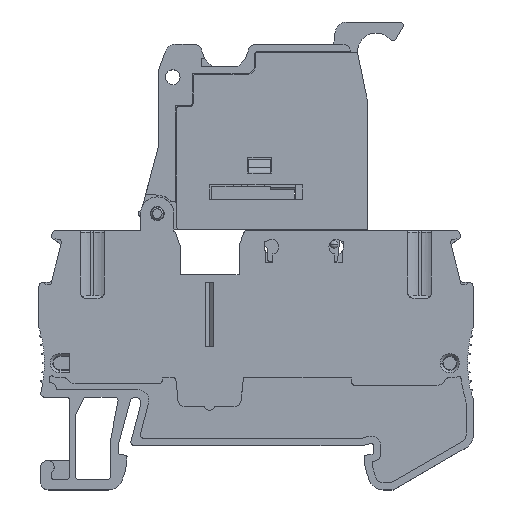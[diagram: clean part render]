
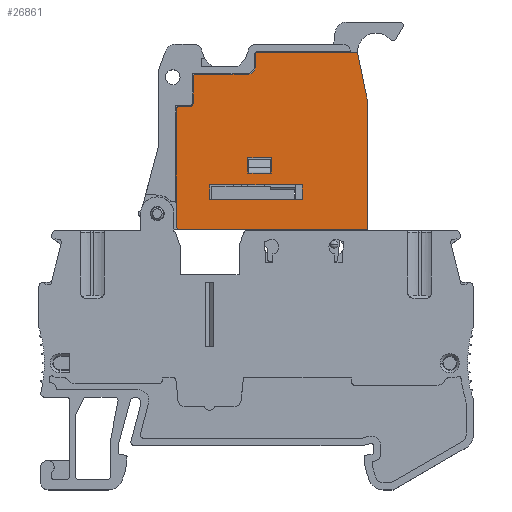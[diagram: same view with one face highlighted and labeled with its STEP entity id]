
A CAD part, top view. The second image highlights one B-rep face of the part: STEP entity #26861.
In plain terms, the highlighted planar face has unit normal (0, 0, 1).
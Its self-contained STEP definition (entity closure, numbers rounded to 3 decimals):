
#8066=DIRECTION('',(-1.,0.,0.));
#8067=VECTOR('',#8066,25.4);
#8068=CARTESIAN_POINT('',(21.4,29.3,3.1));
#8069=LINE('',#8068,#8067);
#8070=CARTESIAN_POINT('',(-4.,29.8,3.1));
#8071=DIRECTION('',(0.,0.,-1.));
#8072=DIRECTION('',(0.,-1.,0.));
#8073=AXIS2_PLACEMENT_3D('',#8070,#8071,#8072);
#8075=CARTESIAN_POINT('',(-4.2,45.7,3.1));
#8076=DIRECTION('',(0.,0.,-1.));
#8077=DIRECTION('',(-1.,0.,0.));
#8078=AXIS2_PLACEMENT_3D('',#8075,#8076,#8077);
#8080=CARTESIAN_POINT('',(-2.8,46.6,3.1));
#8081=DIRECTION('',(0.,0.,1.));
#8082=DIRECTION('',(0.,-1.,0.));
#8083=AXIS2_PLACEMENT_3D('',#8080,#8081,#8082);
#8085=CARTESIAN_POINT('',(-1.9,50.1,3.1));
#8086=DIRECTION('',(0.,0.,-1.));
#8087=DIRECTION('',(-1.,0.,0.));
#8088=AXIS2_PLACEMENT_3D('',#8085,#8086,#8087);
#8090=CARTESIAN_POINT('',(5.1,51.5,3.1));
#8091=DIRECTION('',(0.,0.,1.));
#8092=DIRECTION('',(0.,-1.,0.));
#8093=AXIS2_PLACEMENT_3D('',#8090,#8091,#8092);
#8095=CARTESIAN_POINT('',(6.6,53.,3.1));
#8096=DIRECTION('',(0.,0.,-1.));
#8097=DIRECTION('',(-1.,0.,0.));
#8098=AXIS2_PLACEMENT_3D('',#8095,#8096,#8097);
#8100=CARTESIAN_POINT('',(19.661,52.9,3.1));
#8101=DIRECTION('',(0.,0.,-1.));
#8102=DIRECTION('',(0.,1.,0.));
#8103=AXIS2_PLACEMENT_3D('',#8100,#8101,#8102);
#8105=DIRECTION('',(0.201,-0.98,0.));
#8106=VECTOR('',#8105,6.227);
#8107=CARTESIAN_POINT('',(20.15,53.,3.1));
#8108=LINE('',#8107,#8106);
#8109=DIRECTION('',(0.,-1.,0.));
#8110=VECTOR('',#8109,2.);
#8111=CARTESIAN_POINT('',(0.,35.4,3.1));
#8112=LINE('',#8111,#8110);
#8113=DIRECTION('',(1.,0.,0.));
#8114=VECTOR('',#8113,12.6);
#8115=CARTESIAN_POINT('',(0.,33.4,3.1));
#8116=LINE('',#8115,#8114);
#8117=DIRECTION('',(0.,1.,0.));
#8118=VECTOR('',#8117,2.);
#8119=CARTESIAN_POINT('',(12.6,33.4,3.1));
#8120=LINE('',#8119,#8118);
#8121=DIRECTION('',(-1.,0.,0.));
#8122=VECTOR('',#8121,12.6);
#8123=CARTESIAN_POINT('',(12.6,35.4,3.1));
#8124=LINE('',#8123,#8122);
#8125=DIRECTION('',(1.,0.,0.));
#8126=VECTOR('',#8125,3.2);
#8127=CARTESIAN_POINT('',(5.2,37.,3.1));
#8128=LINE('',#8127,#8126);
#8129=DIRECTION('',(0.,1.,0.));
#8130=VECTOR('',#8129,2.1);
#8131=CARTESIAN_POINT('',(8.4,37.,3.1));
#8132=LINE('',#8131,#8130);
#8133=DIRECTION('',(-1.,0.,0.));
#8134=VECTOR('',#8133,3.2);
#8135=CARTESIAN_POINT('',(8.4,39.1,3.1));
#8136=LINE('',#8135,#8134);
#8137=DIRECTION('',(0.,-1.,0.));
#8138=VECTOR('',#8137,2.1);
#8139=CARTESIAN_POINT('',(5.2,39.1,3.1));
#8140=LINE('',#8139,#8138);
#8162=DIRECTION('',(0.,1.,0.));
#8163=VECTOR('',#8162,17.6);
#8164=CARTESIAN_POINT('',(21.4,29.3,3.1));
#8165=LINE('',#8164,#8163);
#8691=DIRECTION('',(0.,-1.,0.));
#8692=VECTOR('',#8691,15.9);
#8693=CARTESIAN_POINT('',(-4.5,45.7,3.1));
#8694=LINE('',#8693,#8692);
#8719=DIRECTION('',(-1.,0.,0.));
#8720=VECTOR('',#8719,1.4);
#8721=CARTESIAN_POINT('',(-2.8,46.,3.1));
#8722=LINE('',#8721,#8720);
#8731=DIRECTION('',(0.,-1.,0.));
#8732=VECTOR('',#8731,3.5);
#8733=CARTESIAN_POINT('',(-2.2,50.1,3.1));
#8734=LINE('',#8733,#8732);
#8743=DIRECTION('',(-1.,0.,0.));
#8744=VECTOR('',#8743,7.);
#8745=CARTESIAN_POINT('',(5.1,50.4,3.1));
#8746=LINE('',#8745,#8744);
#8755=DIRECTION('',(0.,-1.,0.));
#8756=VECTOR('',#8755,1.5);
#8757=CARTESIAN_POINT('',(6.2,53.,3.1));
#8758=LINE('',#8757,#8756);
#8811=DIRECTION('',(-1.,0.,0.));
#8812=VECTOR('',#8811,13.061);
#8813=CARTESIAN_POINT('',(19.661,53.4,3.1));
#8814=LINE('',#8813,#8812);
#16886=CARTESIAN_POINT('',(8.4,37.,3.1));
#16887=VERTEX_POINT('',#16886);
#16888=CARTESIAN_POINT('',(5.2,37.,3.1));
#16889=VERTEX_POINT('',#16888);
#17060=CARTESIAN_POINT('',(12.6,33.4,3.1));
#17061=VERTEX_POINT('',#17060);
#17062=CARTESIAN_POINT('',(0.,33.4,3.1));
#17063=VERTEX_POINT('',#17062);
#17080=CARTESIAN_POINT('',(0.,35.4,3.1));
#17081=VERTEX_POINT('',#17080);
#17082=CARTESIAN_POINT('',(21.4,29.3,3.1));
#17083=CARTESIAN_POINT('',(-4.,29.3,3.1));
#17084=VERTEX_POINT('',#17082);
#17085=VERTEX_POINT('',#17083);
#17086=CARTESIAN_POINT('',(-4.5,29.8,3.1));
#17087=VERTEX_POINT('',#17086);
#17088=CARTESIAN_POINT('',(-4.5,45.7,3.1));
#17089=VERTEX_POINT('',#17088);
#17090=CARTESIAN_POINT('',(-4.2,46.,3.1));
#17091=VERTEX_POINT('',#17090);
#17092=CARTESIAN_POINT('',(-2.8,46.,3.1));
#17093=VERTEX_POINT('',#17092);
#17094=CARTESIAN_POINT('',(-2.2,46.6,3.1));
#17095=VERTEX_POINT('',#17094);
#17096=CARTESIAN_POINT('',(-2.2,50.1,3.1));
#17097=VERTEX_POINT('',#17096);
#17098=CARTESIAN_POINT('',(-1.9,50.4,3.1));
#17099=VERTEX_POINT('',#17098);
#17100=CARTESIAN_POINT('',(5.1,50.4,3.1));
#17101=VERTEX_POINT('',#17100);
#17102=CARTESIAN_POINT('',(6.2,51.5,3.1));
#17103=VERTEX_POINT('',#17102);
#17104=CARTESIAN_POINT('',(6.2,53.,3.1));
#17105=VERTEX_POINT('',#17104);
#17106=CARTESIAN_POINT('',(6.6,53.4,3.1));
#17107=VERTEX_POINT('',#17106);
#17108=CARTESIAN_POINT('',(19.661,53.4,3.1));
#17109=VERTEX_POINT('',#17108);
#17110=CARTESIAN_POINT('',(20.15,53.,3.1));
#17111=VERTEX_POINT('',#17110);
#17112=CARTESIAN_POINT('',(21.4,46.9,3.1));
#17113=VERTEX_POINT('',#17112);
#17114=CARTESIAN_POINT('',(12.6,35.4,3.1));
#17115=VERTEX_POINT('',#17114);
#17116=CARTESIAN_POINT('',(8.4,39.1,3.1));
#17117=VERTEX_POINT('',#17116);
#17118=CARTESIAN_POINT('',(5.2,39.1,3.1));
#17119=VERTEX_POINT('',#17118);
#26804=CARTESIAN_POINT('',(51.66,31.5,3.1));
#26805=DIRECTION('',(0.,0.,-1.));
#26806=DIRECTION('',(-1.,0.,0.));
#26807=AXIS2_PLACEMENT_3D('',#26804,#26805,#26806);
#26808=PLANE('',#26807);
#26810=ORIENTED_EDGE('',*,*,#26809,.T.);
#26812=ORIENTED_EDGE('',*,*,#26811,.T.);
#26814=ORIENTED_EDGE('',*,*,#26813,.F.);
#26816=ORIENTED_EDGE('',*,*,#26815,.T.);
#26818=ORIENTED_EDGE('',*,*,#26817,.F.);
#26820=ORIENTED_EDGE('',*,*,#26819,.T.);
#26822=ORIENTED_EDGE('',*,*,#26821,.F.);
#26824=ORIENTED_EDGE('',*,*,#26823,.T.);
#26826=ORIENTED_EDGE('',*,*,#26825,.F.);
#26828=ORIENTED_EDGE('',*,*,#26827,.T.);
#26830=ORIENTED_EDGE('',*,*,#26829,.F.);
#26832=ORIENTED_EDGE('',*,*,#26831,.T.);
#26834=ORIENTED_EDGE('',*,*,#26833,.F.);
#26836=ORIENTED_EDGE('',*,*,#26835,.T.);
#26838=ORIENTED_EDGE('',*,*,#26837,.T.);
#26840=ORIENTED_EDGE('',*,*,#26839,.F.);
#26841=EDGE_LOOP('',(#26810,#26812,#26814,#26816,#26818,#26820,#26822,#26824,
#26826,#26828,#26830,#26832,#26834,#26836,#26838,#26840));
#26842=FACE_OUTER_BOUND('',#26841,.F.);
#26844=ORIENTED_EDGE('',*,*,#26843,.T.);
#26845=ORIENTED_EDGE('',*,*,#26754,.T.);
#26846=ORIENTED_EDGE('',*,*,#26795,.T.);
#26848=ORIENTED_EDGE('',*,*,#26847,.T.);
#26849=EDGE_LOOP('',(#26844,#26845,#26846,#26848));
#26850=FACE_BOUND('',#26849,.F.);
#26852=ORIENTED_EDGE('',*,*,#26851,.T.);
#26854=ORIENTED_EDGE('',*,*,#26853,.T.);
#26856=ORIENTED_EDGE('',*,*,#26855,.T.);
#26858=ORIENTED_EDGE('',*,*,#26857,.T.);
#26859=EDGE_LOOP('',(#26852,#26854,#26856,#26858));
#26860=FACE_BOUND('',#26859,.F.);
#26861=ADVANCED_FACE('',(#26842,#26850,#26860),#26808,.F.);
#8074=CIRCLE('',#8073,0.5);
#8079=CIRCLE('',#8078,0.3);
#8084=CIRCLE('',#8083,0.6);
#8089=CIRCLE('',#8088,0.3);
#8094=CIRCLE('',#8093,1.1);
#8099=CIRCLE('',#8098,0.4);
#8104=CIRCLE('',#8103,0.5);
#26754=EDGE_CURVE('',#17063,#17061,#8116,.T.);
#26795=EDGE_CURVE('',#17061,#17115,#8120,.T.);
#26809=EDGE_CURVE('',#17084,#17085,#8069,.T.);
#26811=EDGE_CURVE('',#17085,#17087,#8074,.T.);
#26813=EDGE_CURVE('',#17089,#17087,#8694,.T.);
#26815=EDGE_CURVE('',#17089,#17091,#8079,.T.);
#26817=EDGE_CURVE('',#17093,#17091,#8722,.T.);
#26819=EDGE_CURVE('',#17093,#17095,#8084,.T.);
#26821=EDGE_CURVE('',#17097,#17095,#8734,.T.);
#26823=EDGE_CURVE('',#17097,#17099,#8089,.T.);
#26825=EDGE_CURVE('',#17101,#17099,#8746,.T.);
#26827=EDGE_CURVE('',#17101,#17103,#8094,.T.);
#26829=EDGE_CURVE('',#17105,#17103,#8758,.T.);
#26831=EDGE_CURVE('',#17105,#17107,#8099,.T.);
#26833=EDGE_CURVE('',#17109,#17107,#8814,.T.);
#26835=EDGE_CURVE('',#17109,#17111,#8104,.T.);
#26837=EDGE_CURVE('',#17111,#17113,#8108,.T.);
#26839=EDGE_CURVE('',#17084,#17113,#8165,.T.);
#26843=EDGE_CURVE('',#17081,#17063,#8112,.T.);
#26847=EDGE_CURVE('',#17115,#17081,#8124,.T.);
#26851=EDGE_CURVE('',#16889,#16887,#8128,.T.);
#26853=EDGE_CURVE('',#16887,#17117,#8132,.T.);
#26855=EDGE_CURVE('',#17117,#17119,#8136,.T.);
#26857=EDGE_CURVE('',#17119,#16889,#8140,.T.);
